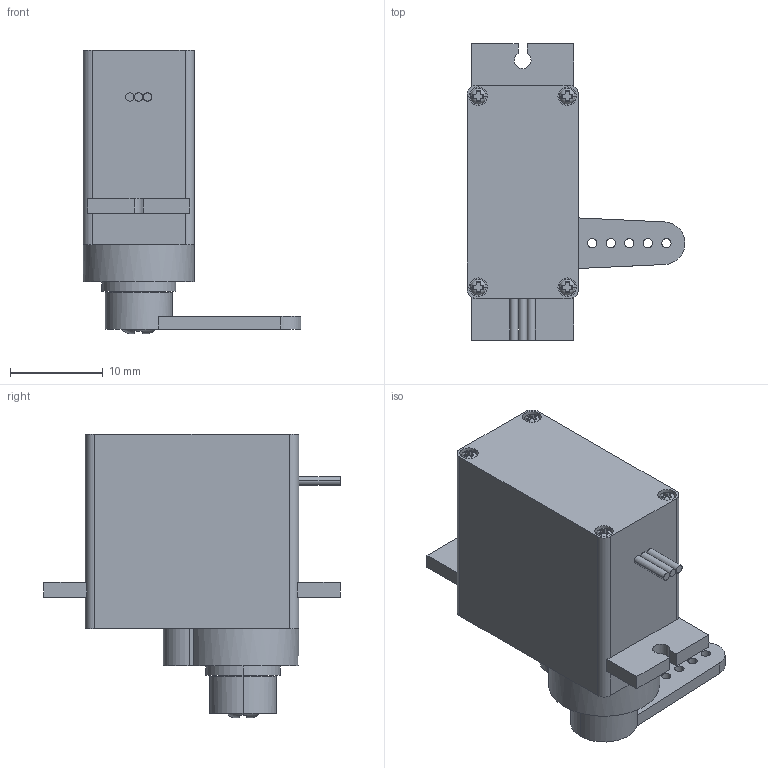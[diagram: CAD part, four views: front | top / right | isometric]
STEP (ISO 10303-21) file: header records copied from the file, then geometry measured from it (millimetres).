
FILE_DESCRIPTION(('Creo Elements/Direct Modeling STEP Export'),'2;1');
FILE_NAME('TG9e.stp','2016-02-14T21:09:24',(''),(''),'Creo Elements/Direct Modeling STEP processor for AP214 (Solid Model)','Creo Elements/Direct Modeling 18.1C 24-Feb-2013 (C) Parametric Technology GmbH','');
FILE_SCHEMA(('AUTOMOTIVE_DESIGN { 1 0 10303 214 1 1 1 1 }'));
Length unit declared in the file: millimetre
Products named in the file (4): TG9eBody; screw; Arm; TG9e
Assembly tree (3 placements, depth 2):
  TG9e
    Arm
    screw
    TG9eBody
Bounding box: 23.5 x 32 x 30.6 mm (x, y, z)
Volume: 6738.3 mm3; surface area: 3020.1 mm2
Topology: 3 solids, 3 shells, 230 faces, 606 edges, 399 vertices
Faces by surface type: plane 117, cylinder 81, cone 22, torus 10
Entity records: 8678 total; most frequent: CARTESIAN_POINT 2987, ORIENTED_EDGE 1212, DIRECTION 1039, EDGE_CURVE 606, VERTEX_POINT 399, AXIS2_PLACEMENT_3D 380, VECTOR 279, LINE 279
